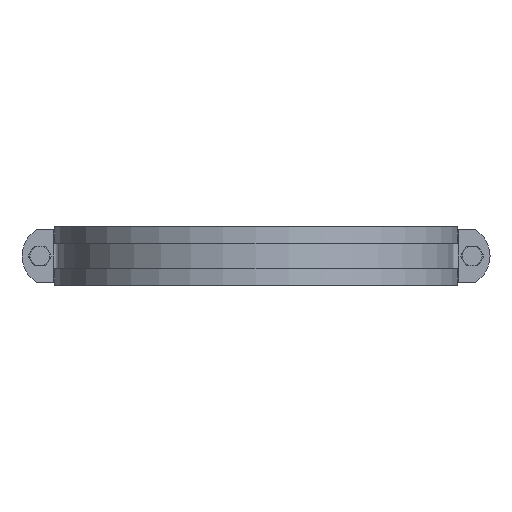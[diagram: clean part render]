
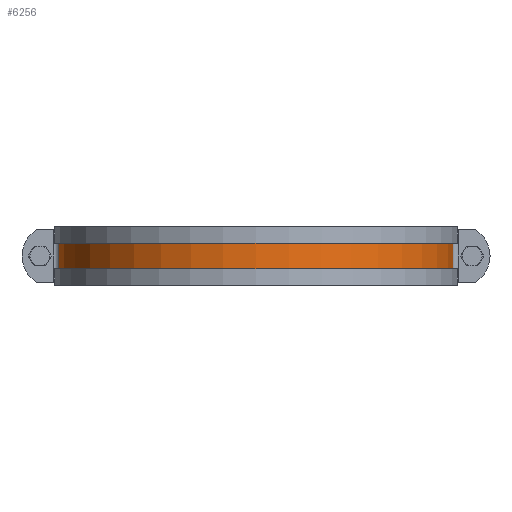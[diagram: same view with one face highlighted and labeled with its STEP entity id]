
A CAD part, front view. The second image highlights one B-rep face of the part: STEP entity #6256.
In plain terms, the highlighted cylindrical face has radius 188.5 mm (diameter 377 mm), a partial arc.
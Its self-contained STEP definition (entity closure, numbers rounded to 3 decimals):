
#195=CARTESIAN_POINT('',(-188.006,-13.638,25.0));
#196=VERTEX_POINT('',#195);
#204=CARTESIAN_POINT('',(188.006,-13.638,25.0));
#205=VERTEX_POINT('',#204);
#206=CARTESIAN_POINT('',(0.,0.,25.0));
#207=DIRECTION('',(0.0,0.0,1.0));
#208=DIRECTION('',(-0.997,-0.072,0.0));
#209=AXIS2_PLACEMENT_3D('',#206,#207,#208);
#210=CIRCLE('',#209,188.5);
#211=EDGE_CURVE('',#196,#205,#210,.T.);
#519=CARTESIAN_POINT('',(-188.006,-13.638,-25.0));
#520=VERTEX_POINT('',#519);
#545=CARTESIAN_POINT('',(188.006,-13.638,-25.0));
#546=VERTEX_POINT('',#545);
#554=CARTESIAN_POINT('',(0.,0.,-25.0));
#555=DIRECTION('',(0.0,0.0,-1.0));
#556=DIRECTION('',(0.997,-0.072,0.0));
#557=AXIS2_PLACEMENT_3D('',#554,#555,#556);
#558=CIRCLE('',#557,188.5);
#559=EDGE_CURVE('',#546,#520,#558,.T.);
#6235=CARTESIAN_POINT('',(0.,0.,0.0));
#6236=DIRECTION('',(0.0,0.0,-1.0));
#6237=DIRECTION('',(0.997,-0.072,0.0));
#6238=AXIS2_PLACEMENT_3D('',#6235,#6236,#6237);
#6239=CYLINDRICAL_SURFACE('',#6238,188.5);
#6240=CARTESIAN_POINT('',(-188.006,-13.638,-25.0));
#6241=DIRECTION('',(0.0,0.0,1.0));
#6242=VECTOR('',#6241,50.0);
#6243=LINE('',#6240,#6242);
#6244=EDGE_CURVE('',#520,#196,#6243,.T.);
#6245=ORIENTED_EDGE('',*,*,#6244,.F.);
#6246=ORIENTED_EDGE('',*,*,#559,.F.);
#6247=CARTESIAN_POINT('',(188.006,-13.638,-25.0));
#6248=DIRECTION('',(0.0,0.0,1.0));
#6249=VECTOR('',#6248,50.0);
#6250=LINE('',#6247,#6249);
#6251=EDGE_CURVE('',#546,#205,#6250,.T.);
#6252=ORIENTED_EDGE('',*,*,#6251,.T.);
#6253=ORIENTED_EDGE('',*,*,#211,.F.);
#6254=EDGE_LOOP('',(#6245,#6246,#6252,#6253));
#6255=FACE_OUTER_BOUND('',#6254,.T.);
#6256=ADVANCED_FACE('',(#6255),#6239,.T.);
